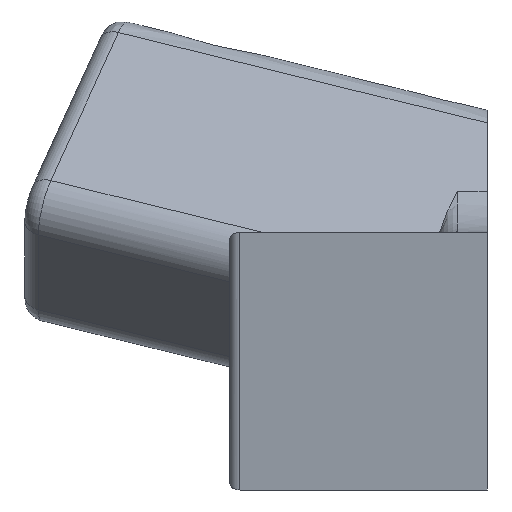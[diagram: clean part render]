
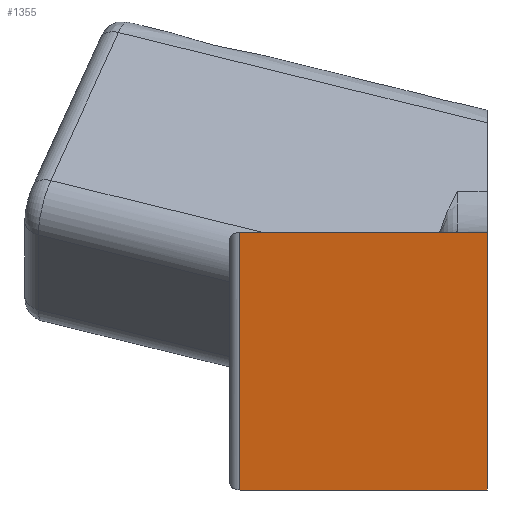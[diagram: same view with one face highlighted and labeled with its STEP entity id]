
A CAD part, left-side view. The second image highlights one B-rep face of the part: STEP entity #1355.
In plain terms, the highlighted planar face has unit normal (-0.982, 0.189, 0).
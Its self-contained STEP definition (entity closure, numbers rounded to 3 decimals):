
#61 = DIRECTION ( 'NONE',  ( 0.189, 0.982, 0. ) ) ;
#120 = VECTOR ( 'NONE', #61, 1000. ) ;
#165 = CARTESIAN_POINT ( 'NONE',  ( -23., 0., -13. ) ) ;
#182 = CARTESIAN_POINT ( 'NONE',  ( -18.216, 24.877, 13. ) ) ;
#186 = ORIENTED_EDGE ( 'NONE', *, *, #445, .T. ) ;
#199 = LINE ( 'NONE', #210, #2557 ) ;
#204 = VERTEX_POINT ( 'NONE', #1921 ) ;
#210 = CARTESIAN_POINT ( 'NONE',  ( -23., 0., 13. ) ) ;
#290 = CARTESIAN_POINT ( 'NONE',  ( -18.216, 24.877, -13. ) ) ;
#350 = VECTOR ( 'NONE', #1410, 1000. ) ;
#420 = CARTESIAN_POINT ( 'NONE',  ( -18.206, 24.927, 13. ) ) ;
#445 = EDGE_CURVE ( 'NONE', #1091, #204, #752, .T. ) ;
#489 = CARTESIAN_POINT ( 'NONE',  ( -18.216, 24.877, -13. ) ) ;
#503 = CARTESIAN_POINT ( 'NONE',  ( -18.206, 24.927, -13. ) ) ;
#734 = EDGE_LOOP ( 'NONE', ( #1152, #186, #892, #2472, #2334, #2392 ) ) ;
#752 = B_SPLINE_CURVE_WITH_KNOTS ( 'NONE', 3,
 ( #182, #420, #2573, #2788 ),
 .UNSPECIFIED., .F., .F.,
 ( 4, 4 ),
 ( 0., 0. ),
 .UNSPECIFIED. ) ;
#871 = CARTESIAN_POINT ( 'NONE',  ( -23., 0., -13. ) ) ;
#892 = ORIENTED_EDGE ( 'NONE', *, *, #2375, .T. ) ;
#930 = DIRECTION ( 'NONE',  ( -0.982, 0.189, 0. ) ) ;
#937 = EDGE_CURVE ( 'NONE', #2452, #1720, #2435, .T. ) ;
#993 = DIRECTION ( 'NONE',  ( 0.189, 0.982, 0. ) ) ;
#999 = LINE ( 'NONE', #2095, #2780 ) ;
#1091 = VERTEX_POINT ( 'NONE', #2093 ) ;
#1152 = ORIENTED_EDGE ( 'NONE', *, *, #1975, .T. ) ;
#1243 = CARTESIAN_POINT ( 'NONE',  ( -23., 0., 13. ) ) ;
#1350 = VERTEX_POINT ( 'NONE', #489 ) ;
#1355 = ADVANCED_FACE ( 'NONE', ( #2232 ), #2004, .T. ) ;
#1369 = CARTESIAN_POINT ( 'NONE',  ( -22.18, 4.265, 0. ) ) ;
#1372 = EDGE_CURVE ( 'NONE', #2366, #1350, #1596, .T. ) ;
#1410 = DIRECTION ( 'NONE',  ( 0., 0., 1. ) ) ;
#1581 = CARTESIAN_POINT ( 'NONE',  ( -18.187, 25.027, -12.996 ) ) ;
#1596 = B_SPLINE_CURVE_WITH_KNOTS ( 'NONE', 3,
 ( #1581, #2450, #503, #290 ),
 .UNSPECIFIED., .F., .F.,
 ( 4, 4 ),
 ( 0., 0. ),
 .UNSPECIFIED. ) ;
#1720 = VERTEX_POINT ( 'NONE', #1243 ) ;
#1792 = DIRECTION ( 'NONE',  ( -0.189, -0.982, 0. ) ) ;
#1921 = CARTESIAN_POINT ( 'NONE',  ( -18.187, 25.027, 12.996 ) ) ;
#1931 = DIRECTION ( 'NONE',  ( 0., 0., -1. ) ) ;
#1968 = LINE ( 'NONE', #871, #120 ) ;
#1975 = EDGE_CURVE ( 'NONE', #1720, #1091, #199, .T. ) ;
#2004 = PLANE ( 'NONE',  #2632 ) ;
#2072 = CARTESIAN_POINT ( 'NONE',  ( -23., 0., 0. ) ) ;
#2093 = CARTESIAN_POINT ( 'NONE',  ( -18.216, 24.877, 13. ) ) ;
#2095 = CARTESIAN_POINT ( 'NONE',  ( -18.187, 25.027, 0. ) ) ;
#2232 = FACE_OUTER_BOUND ( 'NONE', #734, .T. ) ;
#2334 = ORIENTED_EDGE ( 'NONE', *, *, #2544, .F. ) ;
#2366 = VERTEX_POINT ( 'NONE', #2711 ) ;
#2375 = EDGE_CURVE ( 'NONE', #204, #2366, #999, .T. ) ;
#2392 = ORIENTED_EDGE ( 'NONE', *, *, #937, .T. ) ;
#2435 = LINE ( 'NONE', #2072, #350 ) ;
#2450 = CARTESIAN_POINT ( 'NONE',  ( -18.197, 24.977, -12.999 ) ) ;
#2452 = VERTEX_POINT ( 'NONE', #165 ) ;
#2472 = ORIENTED_EDGE ( 'NONE', *, *, #1372, .T. ) ;
#2544 = EDGE_CURVE ( 'NONE', #2452, #1350, #1968, .T. ) ;
#2557 = VECTOR ( 'NONE', #993, 1000. ) ;
#2573 = CARTESIAN_POINT ( 'NONE',  ( -18.197, 24.977, 12.999 ) ) ;
#2632 = AXIS2_PLACEMENT_3D ( 'NONE', #1369, #930, #1792 ) ;
#2711 = CARTESIAN_POINT ( 'NONE',  ( -18.187, 25.027, -12.996 ) ) ;
#2780 = VECTOR ( 'NONE', #1931, 1000. ) ;
#2788 = CARTESIAN_POINT ( 'NONE',  ( -18.187, 25.027, 12.996 ) ) ;
